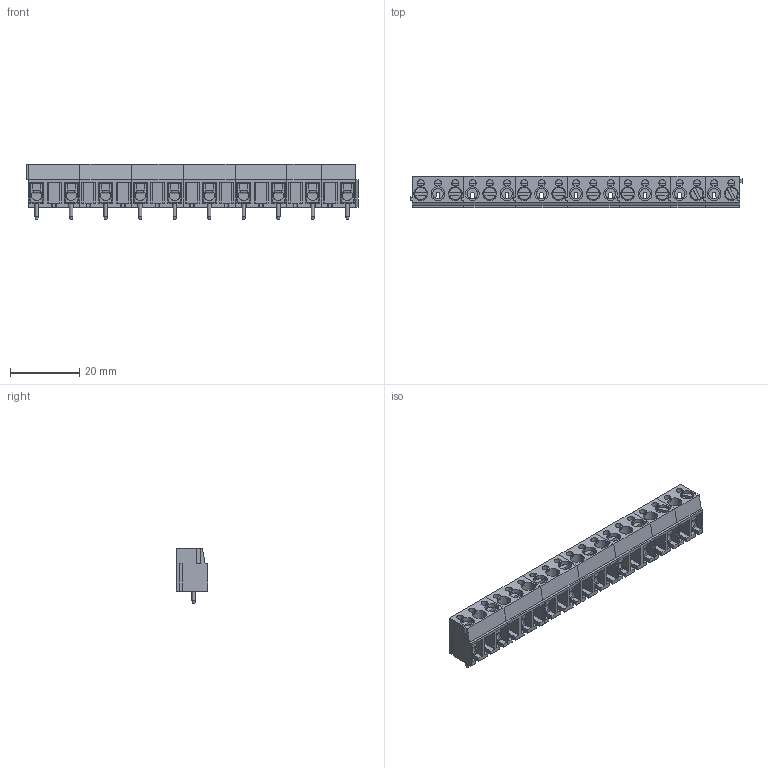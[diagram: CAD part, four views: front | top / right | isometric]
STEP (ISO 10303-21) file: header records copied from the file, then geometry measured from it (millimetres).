
FILE_DESCRIPTION(/* description */ ('Unknown'),/* implementation_level */ '2;1');
FILE_NAME(/* name */ '691101810010',/* time_stamp */ '2021-10-04T17:22:27+02:00',/* author */ ('Unknown'),/* organization */ ('Unknown'),/* preprocessor_version */ 'ST-DEVELOPER v16.7',/* originating_system */ 'Solid Edge',/* authorisation */ 'Unknown');
FILE_SCHEMA (('AUTOMOTIVE_DESIGN {1 0 10303 214 3 1 1}'));
Length unit declared in the file: millimetre
Products named in the file (9): 6911018100xx_3-10p; 6911018100xx; 691101710003_Insulator; 6911017100xx_Cage; 6911017100xx_Spring; 6911017100xx_Screw; 691101810001_Dt; 691101710002_Insulator
Assembly tree (22 placements, depth 3):
  6911018100xx_3-10p
    6911018100xx  x3
      691101710003_Insulator
      6911017100xx_Cage
      6911017100xx_Spring
      6911017100xx_Screw
    6911018100xx  x2
      691101710003_Insulator
      6911017100xx_Cage
      6911017100xx_Spring
      6911017100xx_Screw
    691101810001_Dt  x2
      691101710002_Insulator
      6911017100xx_Cage
      6911017100xx_Spring
      6911017100xx_Screw
Bounding box: 96.2 x 9 x 16.2 mm (x, y, z)
Volume: 6586.4 mm3; surface area: 13234.5 mm2
Topology: 37 solids, 37 shells, 1847 faces, 4691 edges, 2932 vertices
Faces by surface type: plane 1233, cylinder 474, sphere 80, cone 30, torus 30
Full cylindrical faces by diameter (mm): 1 x10, 2.2 x10, 2.459 x10, 3 x39, 3.1 x10, 3.9 x10, 4 x19
Entity records: 10989 total; most frequent: CARTESIAN_POINT 1845, DIRECTION 1786, ORIENTED_EDGE 1722, EDGE_CURVE 861, LINE 664, VECTOR 664, VERTEX_POINT 569, AXIS2_PLACEMENT_3D 561
